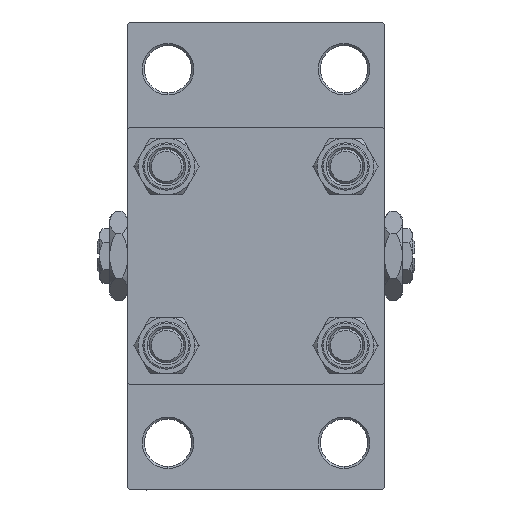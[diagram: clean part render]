
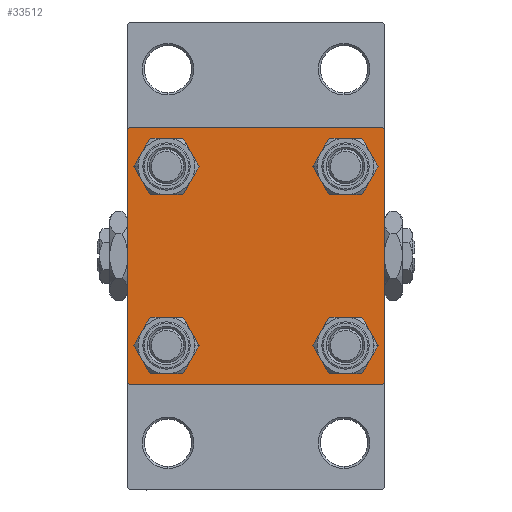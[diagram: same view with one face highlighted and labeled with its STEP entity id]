
A CAD part, left-side view. The second image highlights one B-rep face of the part: STEP entity #33512.
In plain terms, the highlighted planar face has unit normal (-1, 0, 0).
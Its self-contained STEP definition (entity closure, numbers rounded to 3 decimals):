
#186 = DIRECTION ( 'NONE',  ( -1., 0., 0. ) ) ;
#1005 = LINE ( 'NONE', #31234, #46397 ) ;
#1117 = AXIS2_PLACEMENT_3D ( 'NONE', #17139, #13419, #42680 ) ;
#1756 = DIRECTION ( 'NONE',  ( 0., 0., 1. ) ) ;
#1820 = AXIS2_PLACEMENT_3D ( 'NONE', #28798, #43916, #9953 ) ;
#2049 = CARTESIAN_POINT ( 'NONE',  ( 0., 29.5, 30. ) ) ;
#2114 = EDGE_CURVE ( 'NONE', #18982, #7378, #2329, .T. ) ;
#2329 = CIRCLE ( 'NONE', #18925, 4.5 ) ;
#2822 = CARTESIAN_POINT ( 'NONE',  ( 0., 20.85, 20.85 ) ) ;
#2894 = EDGE_LOOP ( 'NONE', ( #32252, #25298 ) ) ;
#2946 = ORIENTED_EDGE ( 'NONE', *, *, #13138, .F. ) ;
#4276 = VERTEX_POINT ( 'NONE', #36486 ) ;
#4573 = CARTESIAN_POINT ( 'NONE',  ( 0., 20.85, 20.85 ) ) ;
#4863 = FACE_BOUND ( 'NONE', #25959, .T. ) ;
#4974 = DIRECTION ( 'NONE',  ( 1., 0., 0. ) ) ;
#4975 = DIRECTION ( 'NONE',  ( 0., 0.707, -0.707 ) ) ;
#5318 = DIRECTION ( 'NONE',  ( 0., 0., 1. ) ) ;
#6687 = LINE ( 'NONE', #17833, #10396 ) ;
#6937 = EDGE_CURVE ( 'NONE', #10938, #42236, #6687, .T. ) ;
#6987 = CIRCLE ( 'NONE', #37872, 4.5 ) ;
#7378 = VERTEX_POINT ( 'NONE', #31633 ) ;
#7412 = ORIENTED_EDGE ( 'NONE', *, *, #38035, .T. ) ;
#8591 = DIRECTION ( 'NONE',  ( 0., 0., 1. ) ) ;
#8671 = CARTESIAN_POINT ( 'NONE',  ( 0., -20.85, 20.85 ) ) ;
#8782 = DIRECTION ( 'NONE',  ( 1., 0., 0. ) ) ;
#9253 = CARTESIAN_POINT ( 'NONE',  ( 0., -29.5, -30. ) ) ;
#9293 = EDGE_CURVE ( 'NONE', #42484, #48871, #31255, .T. ) ;
#9429 = EDGE_CURVE ( 'NONE', #42484, #10716, #28278, .T. ) ;
#9447 = EDGE_CURVE ( 'NONE', #4276, #34777, #43749, .T. ) ;
#9953 = DIRECTION ( 'NONE',  ( 0., 0., 1. ) ) ;
#9980 = EDGE_CURVE ( 'NONE', #20673, #10938, #18746, .T. ) ;
#10396 = VECTOR ( 'NONE', #22034, 1000. ) ;
#10465 = VECTOR ( 'NONE', #14611, 1000. ) ;
#10500 = CIRCLE ( 'NONE', #1820, 4.5 ) ;
#10716 = VERTEX_POINT ( 'NONE', #14289 ) ;
#10938 = VERTEX_POINT ( 'NONE', #9253 ) ;
#11215 = CARTESIAN_POINT ( 'NONE',  ( 0., -30., -29.5 ) ) ;
#11572 = CARTESIAN_POINT ( 'NONE',  ( 0., 0., 0. ) ) ;
#11810 = FACE_BOUND ( 'NONE', #24228, .T. ) ;
#11962 = DIRECTION ( 'NONE',  ( 1., 0., 0. ) ) ;
#12091 = ORIENTED_EDGE ( 'NONE', *, *, #2114, .T. ) ;
#12174 = CIRCLE ( 'NONE', #35933, 4.5 ) ;
#12252 = CARTESIAN_POINT ( 'NONE',  ( 0., -20.85, -16.35 ) ) ;
#12869 = DIRECTION ( 'NONE',  ( 0., 0., 1. ) ) ;
#13138 = EDGE_CURVE ( 'NONE', #32127, #42236, #18321, .T. ) ;
#13419 = DIRECTION ( 'NONE',  ( 1., 0., 0. ) ) ;
#13812 = EDGE_CURVE ( 'NONE', #18059, #47491, #10500, .T. ) ;
#14289 = CARTESIAN_POINT ( 'NONE',  ( 0., -29.5, 30. ) ) ;
#14611 = DIRECTION ( 'NONE',  ( 0., 0., -1. ) ) ;
#15135 = CARTESIAN_POINT ( 'NONE',  ( 0., -29.75, 29.75 ) ) ;
#15398 = VERTEX_POINT ( 'NONE', #19766 ) ;
#15765 = FACE_BOUND ( 'NONE', #2894, .T. ) ;
#15874 = ORIENTED_EDGE ( 'NONE', *, *, #40856, .T. ) ;
#16051 = AXIS2_PLACEMENT_3D ( 'NONE', #2822, #32827, #29089 ) ;
#16698 = CARTESIAN_POINT ( 'NONE',  ( 0., 20.85, -16.35 ) ) ;
#17139 = CARTESIAN_POINT ( 'NONE',  ( 0., -20.85, 20.85 ) ) ;
#17741 = CARTESIAN_POINT ( 'NONE',  ( 0., 20.85, -25.35 ) ) ;
#17828 = CARTESIAN_POINT ( 'NONE',  ( 0., -20.85, -20.85 ) ) ;
#17833 = CARTESIAN_POINT ( 'NONE',  ( 0., -29.75, -29.75 ) ) ;
#18059 = VERTEX_POINT ( 'NONE', #17741 ) ;
#18302 = VECTOR ( 'NONE', #33880, 1000. ) ;
#18321 = LINE ( 'NONE', #48576, #10465 ) ;
#18412 = EDGE_CURVE ( 'NONE', #7378, #18982, #46949, .T. ) ;
#18637 = EDGE_CURVE ( 'NONE', #32198, #23964, #32000, .T. ) ;
#18746 = LINE ( 'NONE', #21738, #18302 ) ;
#18852 = EDGE_CURVE ( 'NONE', #23964, #32198, #6987, .T. ) ;
#18925 = AXIS2_PLACEMENT_3D ( 'NONE', #4573, #8782, #5318 ) ;
#18982 = VERTEX_POINT ( 'NONE', #33855 ) ;
#19766 = CARTESIAN_POINT ( 'NONE',  ( 0., 30., -29.5 ) ) ;
#20069 = DIRECTION ( 'NONE',  ( 1., 0., 0. ) ) ;
#20673 = VERTEX_POINT ( 'NONE', #44550 ) ;
#20828 = DIRECTION ( 'NONE',  ( 0., -1., 0. ) ) ;
#21738 = CARTESIAN_POINT ( 'NONE',  ( 0., 30., -30. ) ) ;
#21781 = CARTESIAN_POINT ( 'NONE',  ( 0., 30., 29.5 ) ) ;
#22034 = DIRECTION ( 'NONE',  ( 0., -0.707, 0.707 ) ) ;
#22091 = DIRECTION ( 'NONE',  ( 0., 0.707, 0.707 ) ) ;
#23215 = FACE_BOUND ( 'NONE', #27741, .T. ) ;
#23962 = VECTOR ( 'NONE', #20828, 1000. ) ;
#23964 = VERTEX_POINT ( 'NONE', #39998 ) ;
#24228 = EDGE_LOOP ( 'NONE', ( #42865, #39764 ) ) ;
#25298 = ORIENTED_EDGE ( 'NONE', *, *, #9447, .T. ) ;
#25959 = EDGE_LOOP ( 'NONE', ( #32942, #12091 ) ) ;
#25967 = ORIENTED_EDGE ( 'NONE', *, *, #9429, .F. ) ;
#26520 = VECTOR ( 'NONE', #32645, 1000. ) ;
#27741 = EDGE_LOOP ( 'NONE', ( #43407, #43846 ) ) ;
#28278 = LINE ( 'NONE', #36686, #23962 ) ;
#28798 = CARTESIAN_POINT ( 'NONE',  ( 0., 20.85, -20.85 ) ) ;
#29089 = DIRECTION ( 'NONE',  ( 0., 0., 1. ) ) ;
#29477 = ORIENTED_EDGE ( 'NONE', *, *, #9980, .T. ) ;
#29808 = VECTOR ( 'NONE', #22091, 1000. ) ;
#31109 = EDGE_CURVE ( 'NONE', #34777, #4276, #34207, .T. ) ;
#31234 = CARTESIAN_POINT ( 'NONE',  ( 0., 30., 30. ) ) ;
#31255 = LINE ( 'NONE', #34732, #44503 ) ;
#31633 = CARTESIAN_POINT ( 'NONE',  ( 0., 20.85, 25.35 ) ) ;
#32000 = CIRCLE ( 'NONE', #1117, 4.5 ) ;
#32127 = VERTEX_POINT ( 'NONE', #43341 ) ;
#32198 = VERTEX_POINT ( 'NONE', #37349 ) ;
#32252 = ORIENTED_EDGE ( 'NONE', *, *, #31109, .T. ) ;
#32645 = DIRECTION ( 'NONE',  ( 0., -0.707, -0.707 ) ) ;
#32827 = DIRECTION ( 'NONE',  ( 1., 0., 0. ) ) ;
#32942 = ORIENTED_EDGE ( 'NONE', *, *, #18412, .T. ) ;
#32969 = DIRECTION ( 'NONE',  ( 1., 0., 0. ) ) ;
#33512 = ADVANCED_FACE ( 'NONE', ( #11810, #15765, #23215, #4863, #45763 ), #42549, .T. ) ;
#33855 = CARTESIAN_POINT ( 'NONE',  ( 0., 20.85, 16.35 ) ) ;
#33880 = DIRECTION ( 'NONE',  ( 0., -1., 0. ) ) ;
#34207 = CIRCLE ( 'NONE', #38158, 4.5 ) ;
#34732 = CARTESIAN_POINT ( 'NONE',  ( 0., 29.75, 29.75 ) ) ;
#34777 = VERTEX_POINT ( 'NONE', #12252 ) ;
#35394 = CARTESIAN_POINT ( 'NONE',  ( 0., 29.75, -29.75 ) ) ;
#35933 = AXIS2_PLACEMENT_3D ( 'NONE', #37990, #11962, #37748 ) ;
#36486 = CARTESIAN_POINT ( 'NONE',  ( 0., -20.85, -25.35 ) ) ;
#36686 = CARTESIAN_POINT ( 'NONE',  ( 0., 30., 30. ) ) ;
#37349 = CARTESIAN_POINT ( 'NONE',  ( 0., -20.85, 25.35 ) ) ;
#37748 = DIRECTION ( 'NONE',  ( 0., 0., 1. ) ) ;
#37872 = AXIS2_PLACEMENT_3D ( 'NONE', #8671, #20069, #12869 ) ;
#37990 = CARTESIAN_POINT ( 'NONE',  ( 0., 20.85, -20.85 ) ) ;
#38035 = EDGE_CURVE ( 'NONE', #15398, #20673, #42814, .T. ) ;
#38158 = AXIS2_PLACEMENT_3D ( 'NONE', #42410, #4974, #45629 ) ;
#38406 = ORIENTED_EDGE ( 'NONE', *, *, #9293, .T. ) ;
#39639 = ORIENTED_EDGE ( 'NONE', *, *, #6937, .T. ) ;
#39764 = ORIENTED_EDGE ( 'NONE', *, *, #18852, .T. ) ;
#39998 = CARTESIAN_POINT ( 'NONE',  ( 0., -20.85, 16.35 ) ) ;
#40856 = EDGE_CURVE ( 'NONE', #32127, #10716, #45380, .T. ) ;
#42141 = DIRECTION ( 'NONE',  ( 0., 0., -1. ) ) ;
#42235 = AXIS2_PLACEMENT_3D ( 'NONE', #11572, #186, #8591 ) ;
#42236 = VERTEX_POINT ( 'NONE', #11215 ) ;
#42241 = EDGE_LOOP ( 'NONE', ( #48579, #7412, #29477, #39639, #2946, #15874, #25967, #38406 ) ) ;
#42410 = CARTESIAN_POINT ( 'NONE',  ( 0., -20.85, -20.85 ) ) ;
#42484 = VERTEX_POINT ( 'NONE', #2049 ) ;
#42549 = PLANE ( 'NONE',  #42235 ) ;
#42673 = EDGE_CURVE ( 'NONE', #48871, #15398, #1005, .T. ) ;
#42680 = DIRECTION ( 'NONE',  ( 0., 0., 1. ) ) ;
#42814 = LINE ( 'NONE', #35394, #26520 ) ;
#42865 = ORIENTED_EDGE ( 'NONE', *, *, #18637, .T. ) ;
#43341 = CARTESIAN_POINT ( 'NONE',  ( 0., -30., 29.5 ) ) ;
#43407 = ORIENTED_EDGE ( 'NONE', *, *, #48445, .T. ) ;
#43749 = CIRCLE ( 'NONE', #46103, 4.5 ) ;
#43846 = ORIENTED_EDGE ( 'NONE', *, *, #13812, .T. ) ;
#43916 = DIRECTION ( 'NONE',  ( 1., 0., 0. ) ) ;
#44503 = VECTOR ( 'NONE', #4975, 1000. ) ;
#44550 = CARTESIAN_POINT ( 'NONE',  ( 0., 29.5, -30. ) ) ;
#45380 = LINE ( 'NONE', #15135, #29808 ) ;
#45629 = DIRECTION ( 'NONE',  ( 0., 0., 1. ) ) ;
#45763 = FACE_OUTER_BOUND ( 'NONE', #42241, .T. ) ;
#46103 = AXIS2_PLACEMENT_3D ( 'NONE', #17828, #32969, #1756 ) ;
#46397 = VECTOR ( 'NONE', #42141, 1000. ) ;
#46949 = CIRCLE ( 'NONE', #16051, 4.5 ) ;
#47491 = VERTEX_POINT ( 'NONE', #16698 ) ;
#48445 = EDGE_CURVE ( 'NONE', #47491, #18059, #12174, .T. ) ;
#48576 = CARTESIAN_POINT ( 'NONE',  ( 0., -30., 30. ) ) ;
#48579 = ORIENTED_EDGE ( 'NONE', *, *, #42673, .T. ) ;
#48871 = VERTEX_POINT ( 'NONE', #21781 ) ;
